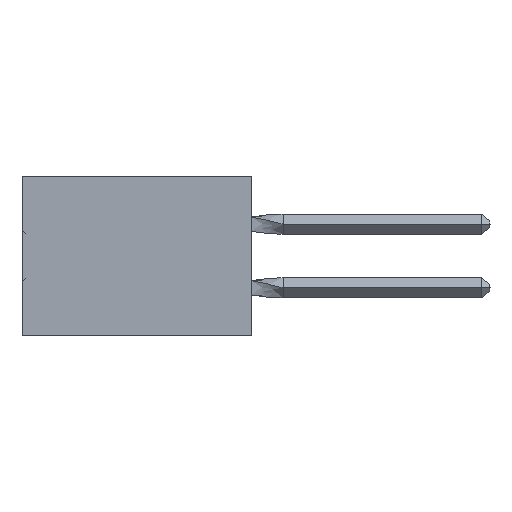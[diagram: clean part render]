
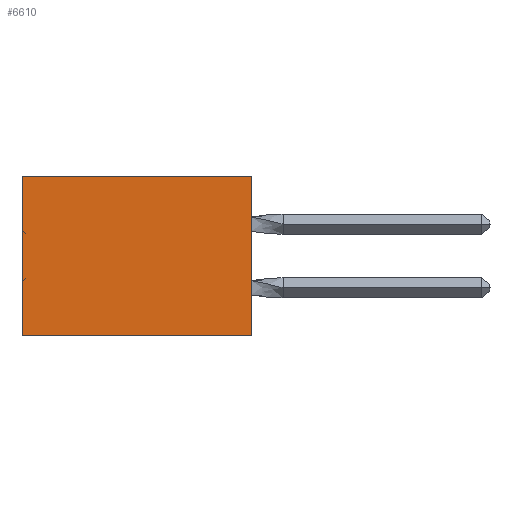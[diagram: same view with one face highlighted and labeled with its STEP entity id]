
A CAD part, left-side view. The second image highlights one B-rep face of the part: STEP entity #6610.
In plain terms, the highlighted planar face has unit normal (-1, 0, 0).
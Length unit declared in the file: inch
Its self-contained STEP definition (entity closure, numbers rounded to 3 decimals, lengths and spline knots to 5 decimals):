
#4812 = CARTESIAN_POINT ( 'NONE',  ( 0.305, 0., -0.5 ) ) ;
#5532 = DIRECTION ( 'NONE',  ( 1., 0., 0. ) ) ;
#6207 = CARTESIAN_POINT ( 'NONE',  ( 0.305, 0.72, -0.5 ) ) ;
#6610 = ADVANCED_FACE ( 'NONE', ( #60705 ), #15936, .F. ) ;
#6626 = DIRECTION ( 'NONE',  ( 0., 1., 0. ) ) ;
#7668 = ORIENTED_EDGE ( 'NONE', *, *, #17403, .F. ) ;
#11221 = DIRECTION ( 'NONE',  ( 0., 0., -1. ) ) ;
#12970 = LINE ( 'NONE', #47572, #32215 ) ;
#13682 = ORIENTED_EDGE ( 'NONE', *, *, #36575, .T. ) ;
#13972 = ORIENTED_EDGE ( 'NONE', *, *, #39555, .F. ) ;
#15292 = EDGE_LOOP ( 'NONE', ( #13682, #13972, #7668, #29327 ) ) ;
#15936 = PLANE ( 'NONE',  #61475 ) ;
#16341 = DIRECTION ( 'NONE',  ( 0., 0., -1. ) ) ;
#17146 = CARTESIAN_POINT ( 'NONE',  ( 0.305, 0.72, -0.5 ) ) ;
#17403 = EDGE_CURVE ( 'NONE', #50813, #26666, #60001, .T. ) ;
#17664 = VERTEX_POINT ( 'NONE', #18400 ) ;
#18400 = CARTESIAN_POINT ( 'NONE',  ( 0.305, 0.72, 0. ) ) ;
#21342 = VERTEX_POINT ( 'NONE', #17146 ) ;
#22816 = VECTOR ( 'NONE', #16341, 39.37008 ) ;
#26666 = VERTEX_POINT ( 'NONE', #4812 ) ;
#26806 = VECTOR ( 'NONE', #6626, 39.37008 ) ;
#29327 = ORIENTED_EDGE ( 'NONE', *, *, #55283, .T. ) ;
#30221 = CARTESIAN_POINT ( 'NONE',  ( 0.305, 0., -0.5 ) ) ;
#32215 = VECTOR ( 'NONE', #42378, 39.37008 ) ;
#33064 = LINE ( 'NONE', #6207, #39050 ) ;
#35850 = CARTESIAN_POINT ( 'NONE',  ( 0.305, 0., -0.5 ) ) ;
#36575 = EDGE_CURVE ( 'NONE', #17664, #21342, #33064, .T. ) ;
#38875 = CARTESIAN_POINT ( 'NONE',  ( 0.305, 0., 0. ) ) ;
#39050 = VECTOR ( 'NONE', #11221, 39.37008 ) ;
#39555 = EDGE_CURVE ( 'NONE', #26666, #21342, #12970, .T. ) ;
#42378 = DIRECTION ( 'NONE',  ( 0., 1., 0. ) ) ;
#45220 = CARTESIAN_POINT ( 'NONE',  ( 0.305, 0., 0. ) ) ;
#45417 = LINE ( 'NONE', #38875, #26806 ) ;
#47572 = CARTESIAN_POINT ( 'NONE',  ( 0.305, 0., -0.5 ) ) ;
#48343 = DIRECTION ( 'NONE',  ( 0., 0., -1. ) ) ;
#50813 = VERTEX_POINT ( 'NONE', #45220 ) ;
#55283 = EDGE_CURVE ( 'NONE', #50813, #17664, #45417, .T. ) ;
#60001 = LINE ( 'NONE', #35850, #22816 ) ;
#60705 = FACE_OUTER_BOUND ( 'NONE', #15292, .T. ) ;
#61475 = AXIS2_PLACEMENT_3D ( 'NONE', #30221, #5532, #48343 ) ;
